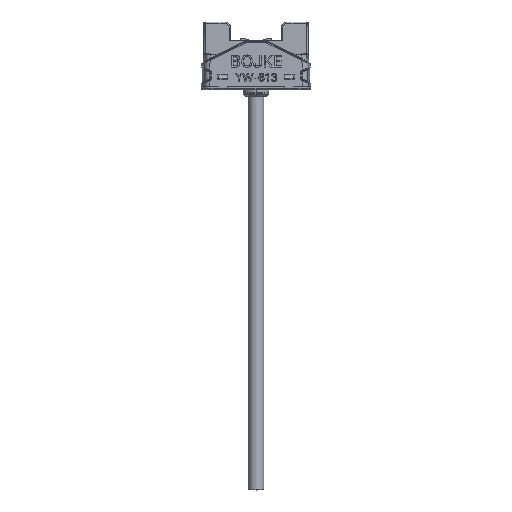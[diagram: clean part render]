
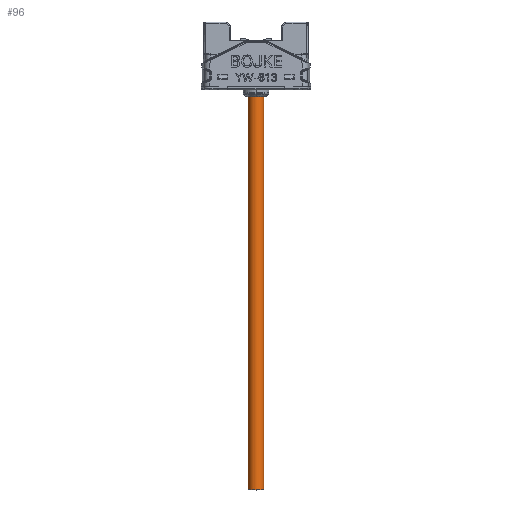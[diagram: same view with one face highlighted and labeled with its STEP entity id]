
A CAD part, top view. The second image highlights one B-rep face of the part: STEP entity #96.
In plain terms, the highlighted cylindrical face has radius 2 mm (diameter 4 mm), a partial arc.
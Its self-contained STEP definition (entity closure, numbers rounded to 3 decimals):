
#22=CARTESIAN_POINT('',(0.,-102.6,-4.));
#23=DIRECTION('',(0.,-1.,0.));
#24=DIRECTION('',(1.,0.,0.));
#25=AXIS2_PLACEMENT_3D('',#22,#23,#24);
#32=DIRECTION('',(0.,-1.,0.));
#33=VECTOR('',#32,100.);
#34=CARTESIAN_POINT('',(2.,-2.6,-4.));
#35=LINE('',#34,#33);
#36=DIRECTION('',(0.,-1.,0.));
#37=VECTOR('',#36,100.);
#38=CARTESIAN_POINT('',(-2.,-2.6,-4.));
#39=LINE('',#38,#37);
#45=CARTESIAN_POINT('',(0.,-2.6,-4.));
#46=DIRECTION('',(0.,1.,0.));
#47=DIRECTION('',(-1.,0.,0.));
#48=AXIS2_PLACEMENT_3D('',#45,#46,#47);
#50=CARTESIAN_POINT('',(-2.,-2.6,-4.));
#51=CARTESIAN_POINT('',(-2.,-102.6,-4.));
#52=VERTEX_POINT('',#50);
#53=VERTEX_POINT('',#51);
#54=CARTESIAN_POINT('',(2.,-2.6,-4.));
#55=CARTESIAN_POINT('',(2.,-102.6,-4.));
#56=VERTEX_POINT('',#54);
#57=VERTEX_POINT('',#55);
#82=CARTESIAN_POINT('',(0.,-2.6,-4.));
#83=DIRECTION('',(0.,-1.,0.));
#84=DIRECTION('',(-1.,0.,0.));
#85=AXIS2_PLACEMENT_3D('',#82,#83,#84);
#86=CYLINDRICAL_SURFACE('',#85,2.);
#88=ORIENTED_EDGE('',*,*,#87,.T.);
#90=ORIENTED_EDGE('',*,*,#89,.T.);
#91=ORIENTED_EDGE('',*,*,#63,.T.);
#93=ORIENTED_EDGE('',*,*,#92,.F.);
#94=EDGE_LOOP('',(#88,#90,#91,#93));
#95=FACE_OUTER_BOUND('',#94,.F.);
#26=CIRCLE('',#25,2.);
#49=CIRCLE('',#48,2.);
#63=EDGE_CURVE('',#57,#53,#26,.T.);
#87=EDGE_CURVE('',#52,#56,#49,.T.);
#89=EDGE_CURVE('',#56,#57,#35,.T.);
#92=EDGE_CURVE('',#52,#53,#39,.T.);
#96=ADVANCED_FACE('',(#95),#86,.T.);
